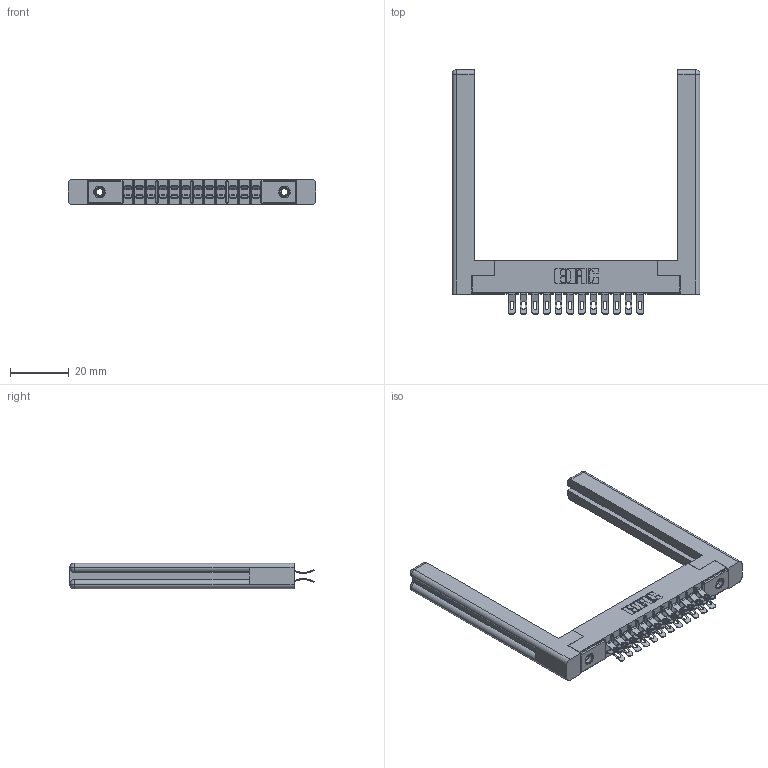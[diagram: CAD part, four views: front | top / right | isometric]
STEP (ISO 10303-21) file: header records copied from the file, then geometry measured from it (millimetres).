
FILE_DESCRIPTION (( 'STEP AP203' ), '1' );
FILE_NAME ('305-024-555-558.STEP', '2019-09-09T14:55:25', ( '' ), ( '' ), 'SwSTEP 2.0', 'SolidWorks 2016', '' );
FILE_SCHEMA (( 'CONFIG_CONTROL_DESIGN' ));
Length unit declared in the file: inch
Products named in the file (5): 305 Part_.156 Dia; 305-024-555-558; 305-290-001_555; 345-250-001_345-250-001-102; 307-220-058
Assembly tree (29 placements, depth 2):
  305-024-555-558
    305 Part_.156 Dia
    305-290-001_555  x24
    345-250-001_345-250-001-102  x2
    307-220-058  x2
Bounding box: 84.18 x 83.06 x 8.71 mm (x, y, z)
Volume: 12915.9 mm3; surface area: 15064.8 mm2
Topology: 29 solids, 29 shells, 1842 faces, 5410 edges, 3528 vertices
Faces by surface type: plane 920, cylinder 850, sphere 48, cone 12, torus 12
Entity records: 19902 total; most frequent: CARTESIAN_POINT 3327, ORIENTED_EDGE 3230, DIRECTION 3199, EDGE_CURVE 1615, VECTOR 1243, LINE 1243, VERTEX_POINT 1036, AXIS2_PLACEMENT_3D 978
